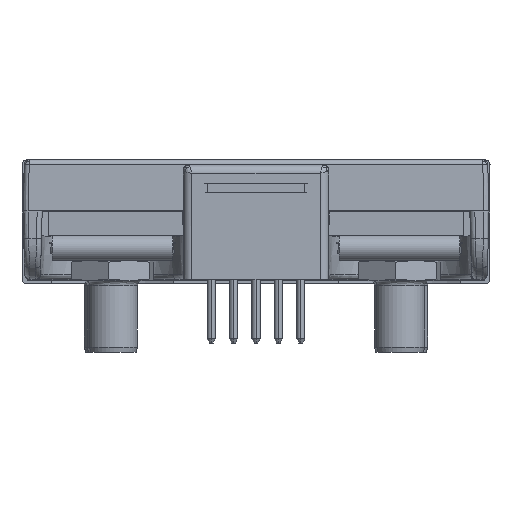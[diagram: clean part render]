
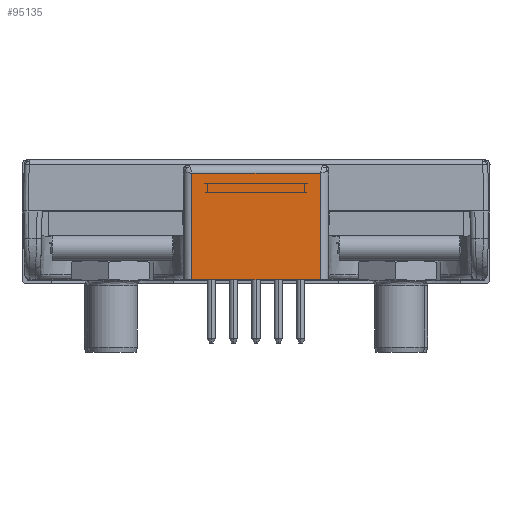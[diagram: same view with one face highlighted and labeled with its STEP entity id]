
A CAD part, left-side view. The second image highlights one B-rep face of the part: STEP entity #95135.
In plain terms, the highlighted planar face has unit normal (-1, 0, 0).
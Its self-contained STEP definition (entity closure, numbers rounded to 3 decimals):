
#821 = EDGE_CURVE ( 'NONE', #3713, #16609, #94113, .T. ) ;
#3713 = VERTEX_POINT ( 'NONE', #10790 ) ;
#4649 = ORIENTED_EDGE ( 'NONE', *, *, #26110, .F. ) ;
#6149 = ORIENTED_EDGE ( 'NONE', *, *, #47031, .T. ) ;
#10790 = CARTESIAN_POINT ( 'NONE',  ( -224.153, 63.701, -1.529 ) ) ;
#16609 = VERTEX_POINT ( 'NONE', #94931 ) ;
#17182 = CARTESIAN_POINT ( 'NONE',  ( -224.153, 66.953, -9.596 ) ) ;
#17836 = CARTESIAN_POINT ( 'NONE',  ( -224.153, 63.701, -9.596 ) ) ;
#18118 = VECTOR ( 'NONE', #90196, 1000. ) ;
#20867 = CARTESIAN_POINT ( 'NONE',  ( -224.153, 73.458, -6.907 ) ) ;
#24717 = CARTESIAN_POINT ( 'NONE',  ( -224.153, 70.206, -9.596 ) ) ;
#26110 = EDGE_CURVE ( 'NONE', #30392, #35425, #67460, .T. ) ;
#27446 = CARTESIAN_POINT ( 'NONE',  ( -224.153, 63.701, -9.596 ) ) ;
#28448 = PLANE ( 'NONE',  #92519 ) ;
#30392 = VERTEX_POINT ( 'NONE', #27446 ) ;
#33270 = CARTESIAN_POINT ( 'NONE',  ( -224.153, 73.458, -9.596 ) ) ;
#35425 = VERTEX_POINT ( 'NONE', #84861 ) ;
#36290 = ORIENTED_EDGE ( 'NONE', *, *, #821, .T. ) ;
#47031 = EDGE_CURVE ( 'NONE', #16609, #35425, #93324, .T. ) ;
#50044 = CARTESIAN_POINT ( 'NONE',  ( -224.153, 73.458, -9.596 ) ) ;
#52028 = DIRECTION ( 'NONE',  ( 1., 0., 0. ) ) ;
#54160 = ORIENTED_EDGE ( 'NONE', *, *, #66948, .F. ) ;
#54273 = CARTESIAN_POINT ( 'NONE',  ( -224.153, 68.58, -1.529 ) ) ;
#59818 = DIRECTION ( 'NONE',  ( 0., 0., -1. ) ) ;
#66948 = EDGE_CURVE ( 'NONE', #3713, #30392, #75452, .T. ) ;
#66965 = CARTESIAN_POINT ( 'NONE',  ( -224.153, 63.701, -1.529 ) ) ;
#67460 = B_SPLINE_CURVE_WITH_KNOTS ( 'NONE', 3,
 ( #17836, #17182, #24717, #33270 ),
 .UNSPECIFIED., .F., .F.,
 ( 4, 4 ),
 ( 0., 1. ),
 .UNSPECIFIED. ) ;
#67688 = CARTESIAN_POINT ( 'NONE',  ( -224.153, 63.701, -5.587 ) ) ;
#70465 = FACE_OUTER_BOUND ( 'NONE', #91632, .T. ) ;
#71606 = DIRECTION ( 'NONE',  ( 0., 1., 0. ) ) ;
#75452 = LINE ( 'NONE', #67688, #18118 ) ;
#80034 = CARTESIAN_POINT ( 'NONE',  ( -224.153, 73.458, -4.218 ) ) ;
#84861 = CARTESIAN_POINT ( 'NONE',  ( -224.153, 73.458, -9.596 ) ) ;
#86947 = VECTOR ( 'NONE', #71606, 1000. ) ;
#90196 = DIRECTION ( 'NONE',  ( 0., 0., -1. ) ) ;
#91632 = EDGE_LOOP ( 'NONE', ( #6149, #4649, #54160, #36290 ) ) ;
#92519 = AXIS2_PLACEMENT_3D ( 'NONE', #66965, #52028, #59818 ) ;
#93324 = B_SPLINE_CURVE_WITH_KNOTS ( 'NONE', 3,
 ( #94112, #80034, #20867, #50044 ),
 .UNSPECIFIED., .F., .F.,
 ( 4, 4 ),
 ( 0., 1. ),
 .UNSPECIFIED. ) ;
#94112 = CARTESIAN_POINT ( 'NONE',  ( -224.153, 73.458, -1.529 ) ) ;
#94113 = LINE ( 'NONE', #54273, #86947 ) ;
#94931 = CARTESIAN_POINT ( 'NONE',  ( -224.153, 73.458, -1.529 ) ) ;
#95135 = ADVANCED_FACE ( 'NONE', ( #70465 ), #28448, .F. ) ;
